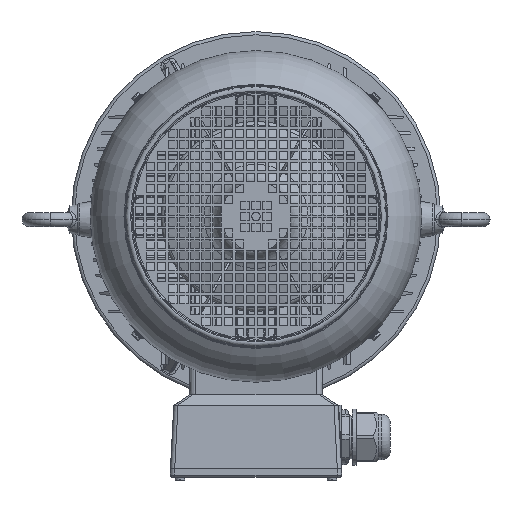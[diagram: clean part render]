
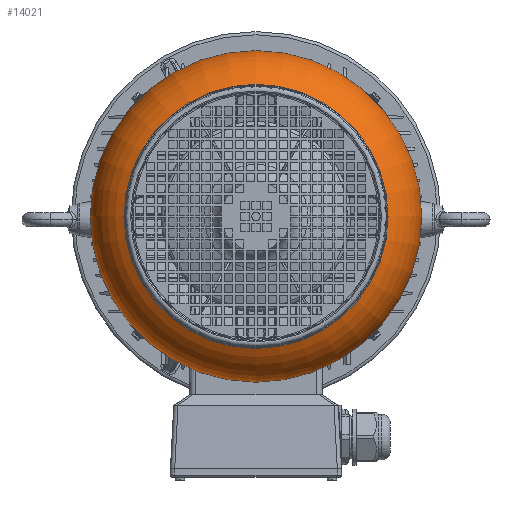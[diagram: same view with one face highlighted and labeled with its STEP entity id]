
A CAD part, left-side view. The second image highlights one B-rep face of the part: STEP entity #14021.
In plain terms, the highlighted toroidal (fillet/blend) face has major radius 97.5 mm and minor radius 59.5 mm.
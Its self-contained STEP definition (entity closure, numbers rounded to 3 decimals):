
#713=TOROIDAL_SURFACE('',#84081,97.5,59.5);
#6225=CIRCLE('',#84078,125.049);
#6226=CIRCLE('',#84080,157.);
#14021=ADVANCED_FACE('',(#18878,#18879),#713,.T.);
#18878=FACE_BOUND('',#23082,.T.);
#18879=FACE_BOUND('',#23083,.T.);
#23082=EDGE_LOOP('',(#54662));
#23083=EDGE_LOOP('',(#54663));
#54662=ORIENTED_EDGE('',*,*,#76356,.F.);
#54663=ORIENTED_EDGE('',*,*,#76355,.T.);
#66542=VERTEX_POINT('',#130768);
#66543=VERTEX_POINT('',#130771);
#76355=EDGE_CURVE('',#66542,#66542,#6225,.T.);
#76356=EDGE_CURVE('',#66543,#66543,#6226,.T.);
#84078=AXIS2_PLACEMENT_3D('',#130767,#100270,#100271);
#84080=AXIS2_PLACEMENT_3D('',#130770,#100274,#100275);
#84081=AXIS2_PLACEMENT_3D('',#130772,#100276,#100277);
#100270=DIRECTION('',(1.,0.,0.));
#100271=DIRECTION('',(0.,0.,1.));
#100274=DIRECTION('',(1.,0.,0.));
#100275=DIRECTION('',(0.,0.,1.));
#100276=DIRECTION('',(1.,0.,0.));
#100277=DIRECTION('',(0.,0.,1.));
#130767=CARTESIAN_POINT('',(-125.738,166.457,-166.457));
#130768=CARTESIAN_POINT('',(-125.738,166.457,-41.409));
#130770=CARTESIAN_POINT('',(-73.,166.457,-166.457));
#130771=CARTESIAN_POINT('',(-73.,166.457,-9.457));
#130772=CARTESIAN_POINT('',(-73.,166.457,-166.457));
